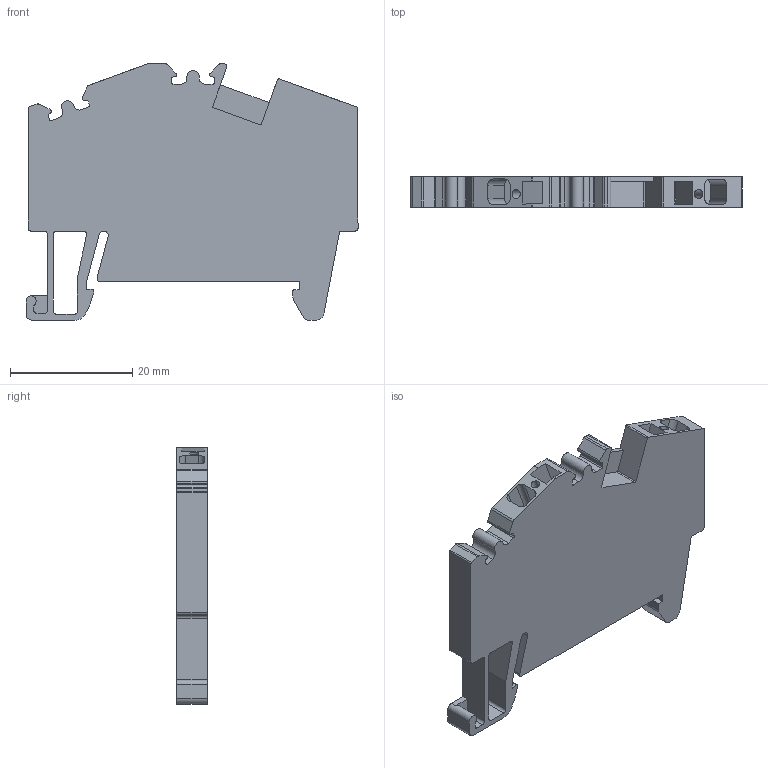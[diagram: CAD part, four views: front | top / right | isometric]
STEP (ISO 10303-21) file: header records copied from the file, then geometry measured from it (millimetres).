
FILE_DESCRIPTION( ( 'Unknown' ), '1' );
FILE_NAME( 'AS2_5.stp', 'Unknown', ( 'Unknown' ), ( 'Unknown' ), 'PSStep 14.0', 'Unknown', ' ' );
FILE_SCHEMA( ( 'AUTOMOTIVE_DESIGN { 1 0 10303 214 1 1 1 1 }' ) );
Length unit declared in the file: millimetre
Products named in the file (1): 1
Bounding box: 54.34 x 5 x 42 mm (x, y, z)
Volume: 7719.5 mm3; surface area: 5295.6 mm2
Topology: 1 solids, 1 shells, 152 faces, 435 edges, 290 vertices
Faces by surface type: plane 84, cylinder 59, extrusion 9
Full cylindrical faces by diameter (mm): 1.5 x1
Entity records: 6249 total; most frequent: DIRECTION 885, CARTESIAN_POINT 876, ORIENTED_EDGE 866, EDGE_CURVE 433, VECTOR 305, LINE 296, AXIS2_PLACEMENT_3D 290, VERTEX_POINT 290
